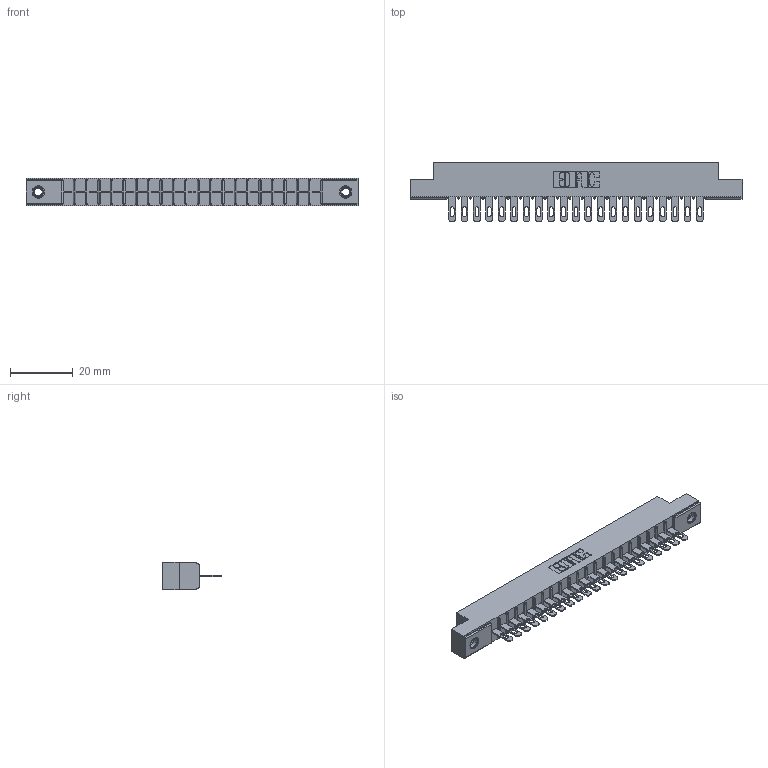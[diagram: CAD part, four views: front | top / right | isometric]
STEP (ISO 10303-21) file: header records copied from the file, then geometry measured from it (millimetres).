
FILE_DESCRIPTION (( 'STEP AP203' ), '1' );
FILE_NAME ('356-021-500-107.STEP', '2018-08-01T19:46:24', ( '' ), ( '' ), 'SwSTEP 2.0', 'SolidWorks 2016', '' );
FILE_SCHEMA (( 'CONFIG_CONTROL_DESIGN' ));
Length unit declared in the file: inch
Products named in the file (4): 306 Part_.156 Dia; 306-290-001_100; 345-250-001_345-250-005-103; 356-021-500-107
Assembly tree (24 placements, depth 2):
  356-021-500-107
    306 Part_.156 Dia
    306-290-001_100  x21
    345-250-001_345-250-005-103  x2
Bounding box: 106.22 x 18.87 x 8.71 mm (x, y, z)
Volume: 7310.4 mm3; surface area: 11159.7 mm2
Topology: 24 solids, 24 shells, 1772 faces, 4967 edges, 3190 vertices
Faces by surface type: plane 1150, cylinder 522, sphere 84, cone 12, torus 4
Entity records: 23653 total; most frequent: CARTESIAN_POINT 3949, ORIENTED_EDGE 3906, DIRECTION 3905, EDGE_CURVE 1953, VECTOR 1513, LINE 1513, VERTEX_POINT 1240, AXIS2_PLACEMENT_3D 1196
